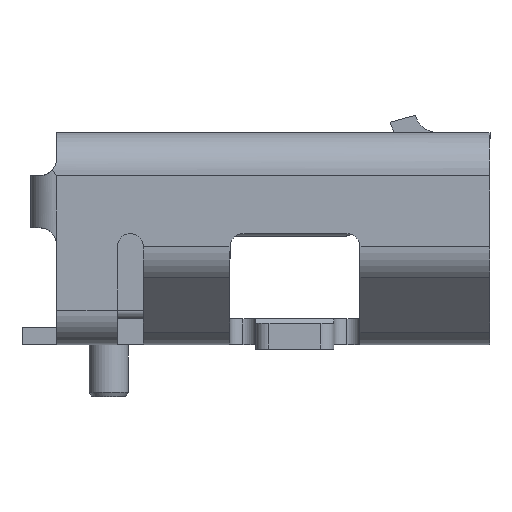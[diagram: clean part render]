
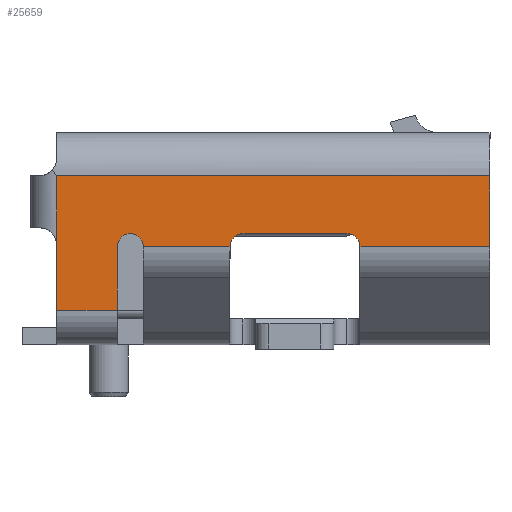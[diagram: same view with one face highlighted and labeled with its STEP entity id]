
A CAD part, left-side view. The second image highlights one B-rep face of the part: STEP entity #25659.
In plain terms, the highlighted planar face has unit normal (-1, 0, 0).
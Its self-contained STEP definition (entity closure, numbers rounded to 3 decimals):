
#436 = VERTEX_POINT ( 'NONE', #7643 ) ;
#934 = DIRECTION ( 'NONE',  ( 0., 1., 0. ) ) ;
#935 = CARTESIAN_POINT ( 'NONE',  ( -3.75, -0.85, 0.058 ) ) ;
#1311 = CARTESIAN_POINT ( 'NONE',  ( -3.75, 0.5, -0.092 ) ) ;
#1484 = CARTESIAN_POINT ( 'NONE',  ( -3.75, -2.5, -0.092 ) ) ;
#1527 = EDGE_CURVE ( 'NONE', #9419, #11040, #3703, .T. ) ;
#1637 = CARTESIAN_POINT ( 'NONE',  ( -3.75, 1.65, -0.092 ) ) ;
#1765 = LINE ( 'NONE', #10139, #4709 ) ;
#2109 = CARTESIAN_POINT ( 'NONE',  ( -3.75, 2.5, -0.075 ) ) ;
#2221 = EDGE_CURVE ( 'NONE', #436, #11040, #27080, .T. ) ;
#2303 = EDGE_CURVE ( 'NONE', #6048, #16979, #11379, .T. ) ;
#2361 = DIRECTION ( 'NONE',  ( 0., 1., 0. ) ) ;
#2369 = VECTOR ( 'NONE', #7834, 1000. ) ;
#3089 = DIRECTION ( 'NONE',  ( 0., 1., 0. ) ) ;
#3147 = DIRECTION ( 'NONE',  ( 1., 0., 0. ) ) ;
#3703 = LINE ( 'NONE', #1484, #2369 ) ;
#4437 = ORIENTED_EDGE ( 'NONE', *, *, #12660, .T. ) ;
#4528 = ORIENTED_EDGE ( 'NONE', *, *, #18143, .F. ) ;
#4709 = VECTOR ( 'NONE', #18536, 1000. ) ;
#5072 = CARTESIAN_POINT ( 'NONE',  ( -3.75, -1., -0.092 ) ) ;
#5495 = VERTEX_POINT ( 'NONE', #15028 ) ;
#5686 = AXIS2_PLACEMENT_3D ( 'NONE', #1637, #5782, #18121 ) ;
#5731 = ORIENTED_EDGE ( 'NONE', *, *, #2303, .F. ) ;
#5782 = DIRECTION ( 'NONE',  ( 1., 0., 0. ) ) ;
#5800 = VERTEX_POINT ( 'NONE', #6362 ) ;
#6048 = VERTEX_POINT ( 'NONE', #24756 ) ;
#6356 = CARTESIAN_POINT ( 'NONE',  ( -3.75, 1.65, -0.092 ) ) ;
#6362 = CARTESIAN_POINT ( 'NONE',  ( -3.75, 2.5, 0.725 ) ) ;
#6384 = LINE ( 'NONE', #8305, #23942 ) ;
#6709 = AXIS2_PLACEMENT_3D ( 'NONE', #14940, #12906, #10809 ) ;
#6875 = LINE ( 'NONE', #11088, #16301 ) ;
#7159 = LINE ( 'NONE', #21866, #19818 ) ;
#7643 = CARTESIAN_POINT ( 'NONE',  ( -3.75, 1.65, 0.058 ) ) ;
#7834 = DIRECTION ( 'NONE',  ( 0., 1., 0. ) ) ;
#8305 = CARTESIAN_POINT ( 'NONE',  ( -3.75, -2.5, -0.092 ) ) ;
#8429 = EDGE_CURVE ( 'NONE', #5495, #6048, #6875, .T. ) ;
#8438 = VERTEX_POINT ( 'NONE', #5072 ) ;
#8539 = PLANE ( 'NONE',  #20953 ) ;
#8875 = EDGE_LOOP ( 'NONE', ( #13005, #18105, #13251, #5731, #19444, #13112, #14882, #24188, #13195, #10996, #4437, #18454, #4528 ) ) ;
#9378 = DIRECTION ( 'NONE',  ( 0., 0., -1. ) ) ;
#9419 = VERTEX_POINT ( 'NONE', #1311 ) ;
#9473 = CARTESIAN_POINT ( 'NONE',  ( -3.75, -0.257, -0.825 ) ) ;
#10139 = CARTESIAN_POINT ( 'NONE',  ( -3.75, 0.5, 0.058 ) ) ;
#10413 = VERTEX_POINT ( 'NONE', #935 ) ;
#10809 = DIRECTION ( 'NONE',  ( 0., 1., 0. ) ) ;
#10996 = ORIENTED_EDGE ( 'NONE', *, *, #19549, .T. ) ;
#11040 = VERTEX_POINT ( 'NONE', #11805 ) ;
#11088 = CARTESIAN_POINT ( 'NONE',  ( -3.75, 1.8, 0.058 ) ) ;
#11341 = VERTEX_POINT ( 'NONE', #26921 ) ;
#11379 = LINE ( 'NONE', #9473, #13458 ) ;
#11460 = VERTEX_POINT ( 'NONE', #12128 ) ;
#11782 = DIRECTION ( 'NONE',  ( 0., 1., 0. ) ) ;
#11805 = CARTESIAN_POINT ( 'NONE',  ( -3.75, 1.5, -0.092 ) ) ;
#12128 = CARTESIAN_POINT ( 'NONE',  ( -3.75, -2.5, 0.725 ) ) ;
#12204 = EDGE_CURVE ( 'NONE', #9419, #19659, #12490, .T. ) ;
#12490 = CIRCLE ( 'NONE', #16420, 0.15 ) ;
#12660 = EDGE_CURVE ( 'NONE', #10413, #8438, #17654, .T. ) ;
#12906 = DIRECTION ( 'NONE',  ( 1., 0., 0. ) ) ;
#13005 = ORIENTED_EDGE ( 'NONE', *, *, #16522, .T. ) ;
#13064 = DIRECTION ( 'NONE',  ( 0., 1., 0. ) ) ;
#13112 = ORIENTED_EDGE ( 'NONE', *, *, #20405, .T. ) ;
#13195 = ORIENTED_EDGE ( 'NONE', *, *, #12204, .T. ) ;
#13251 = ORIENTED_EDGE ( 'NONE', *, *, #21946, .T. ) ;
#13324 = LINE ( 'NONE', #21292, #13667 ) ;
#13458 = VECTOR ( 'NONE', #934, 1000. ) ;
#13667 = VECTOR ( 'NONE', #13064, 1000. ) ;
#14882 = ORIENTED_EDGE ( 'NONE', *, *, #2221, .T. ) ;
#14897 = VECTOR ( 'NONE', #19803, 1000. ) ;
#14940 = CARTESIAN_POINT ( 'NONE',  ( -3.75, -0.85, -0.092 ) ) ;
#15028 = CARTESIAN_POINT ( 'NONE',  ( -3.75, 1.8, -0.092 ) ) ;
#15043 = CARTESIAN_POINT ( 'NONE',  ( -3.75, 0.35, -0.092 ) ) ;
#15112 = DIRECTION ( 'NONE',  ( 0., 0., -1. ) ) ;
#15305 = LINE ( 'NONE', #21493, #14897 ) ;
#15308 = CIRCLE ( 'NONE', #5686, 0.15 ) ;
#15359 = CARTESIAN_POINT ( 'NONE',  ( -3.75, 0.35, 0.058 ) ) ;
#15641 = AXIS2_PLACEMENT_3D ( 'NONE', #6356, #20901, #2361 ) ;
#16301 = VECTOR ( 'NONE', #15112, 1000. ) ;
#16420 = AXIS2_PLACEMENT_3D ( 'NONE', #15043, #23433, #3089 ) ;
#16522 = EDGE_CURVE ( 'NONE', #11460, #5800, #13324, .T. ) ;
#16979 = VERTEX_POINT ( 'NONE', #21075 ) ;
#17326 = DIRECTION ( 'NONE',  ( 0., 1., 0. ) ) ;
#17569 = CARTESIAN_POINT ( 'NONE',  ( -3.75, -2.5, -0.092 ) ) ;
#17654 = CIRCLE ( 'NONE', #6709, 0.15 ) ;
#18105 = ORIENTED_EDGE ( 'NONE', *, *, #19201, .T. ) ;
#18121 = DIRECTION ( 'NONE',  ( 0., 1., 0. ) ) ;
#18143 = EDGE_CURVE ( 'NONE', #11460, #11341, #6384, .T. ) ;
#18454 = ORIENTED_EDGE ( 'NONE', *, *, #24307, .F. ) ;
#18536 = DIRECTION ( 'NONE',  ( 0., -1., 0. ) ) ;
#18991 = DIRECTION ( 'NONE',  ( 0., 0., -1. ) ) ;
#19201 = EDGE_CURVE ( 'NONE', #5800, #25313, #19942, .T. ) ;
#19444 = ORIENTED_EDGE ( 'NONE', *, *, #8429, .F. ) ;
#19543 = CARTESIAN_POINT ( 'NONE',  ( -3.75, 2.5, 0.125 ) ) ;
#19549 = EDGE_CURVE ( 'NONE', #19659, #10413, #1765, .T. ) ;
#19659 = VERTEX_POINT ( 'NONE', #15359 ) ;
#19803 = DIRECTION ( 'NONE',  ( 0., 0., -1. ) ) ;
#19818 = VECTOR ( 'NONE', #17326, 1000. ) ;
#19942 = LINE ( 'NONE', #19543, #22664 ) ;
#20405 = EDGE_CURVE ( 'NONE', #5495, #436, #15308, .T. ) ;
#20901 = DIRECTION ( 'NONE',  ( 1., 0., 0. ) ) ;
#20953 = AXIS2_PLACEMENT_3D ( 'NONE', #17569, #3147, #11782 ) ;
#21075 = CARTESIAN_POINT ( 'NONE',  ( -3.75, 2.5, -0.825 ) ) ;
#21292 = CARTESIAN_POINT ( 'NONE',  ( -3.75, -2.5, 0.725 ) ) ;
#21428 = FACE_OUTER_BOUND ( 'NONE', #8875, .T. ) ;
#21493 = CARTESIAN_POINT ( 'NONE',  ( -3.75, 2.5, -0.092 ) ) ;
#21866 = CARTESIAN_POINT ( 'NONE',  ( -3.75, -2.5, -0.092 ) ) ;
#21946 = EDGE_CURVE ( 'NONE', #25313, #16979, #15305, .T. ) ;
#22664 = VECTOR ( 'NONE', #9378, 1000. ) ;
#23433 = DIRECTION ( 'NONE',  ( 1., 0., 0. ) ) ;
#23942 = VECTOR ( 'NONE', #18991, 1000. ) ;
#24188 = ORIENTED_EDGE ( 'NONE', *, *, #1527, .F. ) ;
#24307 = EDGE_CURVE ( 'NONE', #11341, #8438, #7159, .T. ) ;
#24756 = CARTESIAN_POINT ( 'NONE',  ( -3.75, 1.8, -0.825 ) ) ;
#25313 = VERTEX_POINT ( 'NONE', #2109 ) ;
#25659 = ADVANCED_FACE ( 'NONE', ( #21428 ), #8539, .F. ) ;
#26921 = CARTESIAN_POINT ( 'NONE',  ( -3.75, -2.5, -0.092 ) ) ;
#27080 = CIRCLE ( 'NONE', #15641, 0.15 ) ;
